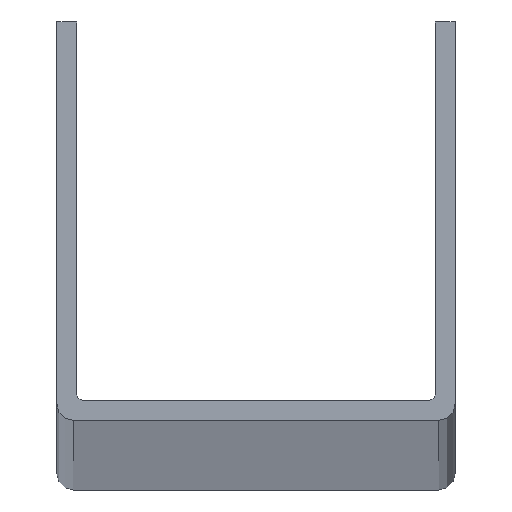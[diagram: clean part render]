
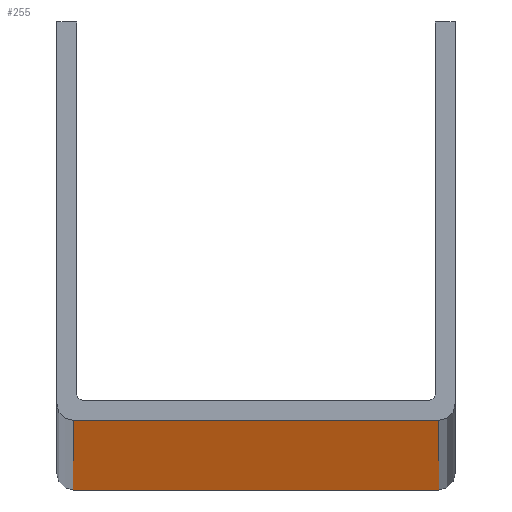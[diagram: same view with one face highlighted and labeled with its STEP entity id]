
A CAD part, top view. The second image highlights one B-rep face of the part: STEP entity #255.
In plain terms, the highlighted planar face has unit normal (0, -1, 0).
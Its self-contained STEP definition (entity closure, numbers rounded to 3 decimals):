
#29=FACE_OUTER_BOUND('',#43,.T.);
#43=EDGE_LOOP('',(#179,#180,#181,#182));
#59=LINE('',#397,#87);
#60=LINE('',#401,#88);
#61=LINE('',#403,#89);
#62=LINE('',#404,#90);
#87=VECTOR('',#321,10.);
#88=VECTOR('',#326,10.);
#89=VECTOR('',#327,10.);
#90=VECTOR('',#328,10.);
#115=VERTEX_POINT('',#394);
#116=VERTEX_POINT('',#396);
#117=VERTEX_POINT('',#400);
#118=VERTEX_POINT('',#402);
#140=EDGE_CURVE('',#116,#115,#59,.T.);
#142=EDGE_CURVE('',#115,#117,#60,.T.);
#143=EDGE_CURVE('',#118,#117,#61,.T.);
#144=EDGE_CURVE('',#116,#118,#62,.T.);
#179=ORIENTED_EDGE('',*,*,#142,.T.);
#180=ORIENTED_EDGE('',*,*,#143,.F.);
#181=ORIENTED_EDGE('',*,*,#144,.F.);
#182=ORIENTED_EDGE('',*,*,#140,.T.);
#244=PLANE('',#291);
#255=ADVANCED_FACE('',(#29),#244,.T.);
#291=AXIS2_PLACEMENT_3D('',#399,#324,#325);
#321=DIRECTION('',(0.,0.,1.));
#324=DIRECTION('center_axis',(0.,-1.,0.));
#325=DIRECTION('ref_axis',(0.,0.,-1.));
#326=DIRECTION('',(-1.,0.,0.));
#327=DIRECTION('',(0.,0.,1.));
#328=DIRECTION('',(-1.,0.,0.));
#394=CARTESIAN_POINT('',(782.488,137.529,3000.));
#396=CARTESIAN_POINT('',(782.488,137.529,0.));
#397=CARTESIAN_POINT('',(782.488,137.529,0.));
#399=CARTESIAN_POINT('Origin',(782.488,137.529,0.));
#400=CARTESIAN_POINT('',(754.988,137.529,3000.));
#401=CARTESIAN_POINT('',(782.488,137.529,3000.));
#402=CARTESIAN_POINT('',(754.988,137.529,0.));
#403=CARTESIAN_POINT('',(754.988,137.529,0.));
#404=CARTESIAN_POINT('',(782.488,137.529,0.));
